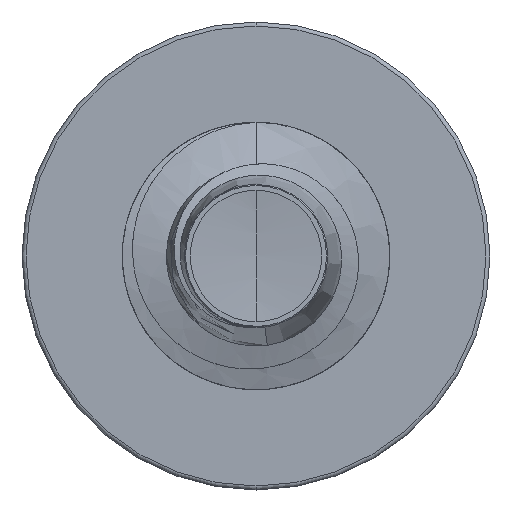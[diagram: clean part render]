
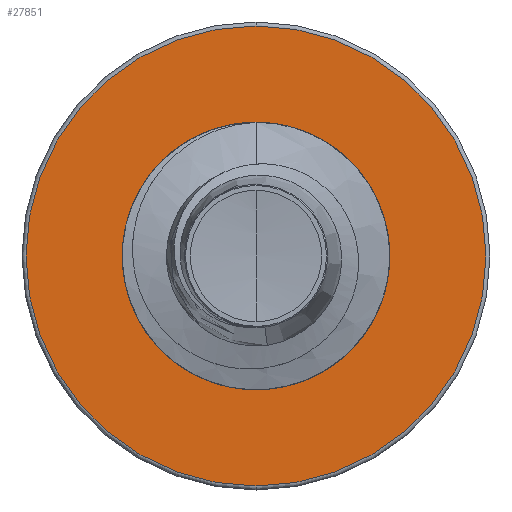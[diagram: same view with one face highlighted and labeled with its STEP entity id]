
A CAD part, front view. The second image highlights one B-rep face of the part: STEP entity #27851.
In plain terms, the highlighted planar face has unit normal (0, -1, 0).
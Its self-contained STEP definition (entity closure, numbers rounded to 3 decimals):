
#494 = DIRECTION ( 'NONE',  ( 0., 0., 1. ) ) ;
#500 = DIRECTION ( 'NONE',  ( 0., 1., 0. ) ) ;
#531 = CARTESIAN_POINT ( 'NONE',  ( 0., 27.5, 0. ) ) ;
#940 = CIRCLE ( 'NONE', #7835, 5.16 ) ;
#1516 = PLANE ( 'NONE',  #17268 ) ;
#2144 = FACE_BOUND ( 'NONE', #8310, .T. ) ;
#2233 = AXIS2_PLACEMENT_3D ( 'NONE', #2852, #2813, #2778 ) ;
#2270 = CIRCLE ( 'NONE', #2233, 2.842 ) ;
#2778 = DIRECTION ( 'NONE',  ( 0., 0., 1. ) ) ;
#2813 = DIRECTION ( 'NONE',  ( 0., 1., 0. ) ) ;
#2852 = CARTESIAN_POINT ( 'NONE',  ( 0., 27.5, 0. ) ) ;
#4103 = VERTEX_POINT ( 'NONE', #18144 ) ;
#4177 = DIRECTION ( 'NONE',  ( 0., 0., 1. ) ) ;
#6846 = CARTESIAN_POINT ( 'NONE',  ( 0., 27.5, -2.842 ) ) ;
#7274 = EDGE_CURVE ( 'NONE', #4103, #23673, #21905, .T. ) ;
#7835 = AXIS2_PLACEMENT_3D ( 'NONE', #9314, #24800, #11675 ) ;
#8055 = AXIS2_PLACEMENT_3D ( 'NONE', #26311, #13515, #28144 ) ;
#8310 = EDGE_LOOP ( 'NONE', ( #10263, #16385 ) ) ;
#8697 = VERTEX_POINT ( 'NONE', #9710 ) ;
#9314 = CARTESIAN_POINT ( 'NONE',  ( 0., 27.5, 0. ) ) ;
#9710 = CARTESIAN_POINT ( 'NONE',  ( 0., 27.5, -5.16 ) ) ;
#9958 = EDGE_CURVE ( 'NONE', #23673, #4103, #2270, .T. ) ;
#10028 = CARTESIAN_POINT ( 'NONE',  ( 0., 27.5, 5.16 ) ) ;
#10263 = ORIENTED_EDGE ( 'NONE', *, *, #7274, .T. ) ;
#11675 = DIRECTION ( 'NONE',  ( 0., 0., 1. ) ) ;
#13515 = DIRECTION ( 'NONE',  ( 0., 1., 0. ) ) ;
#13522 = VERTEX_POINT ( 'NONE', #10028 ) ;
#13608 = CARTESIAN_POINT ( 'NONE',  ( 0., 27.5, -2.842 ) ) ;
#14970 = FACE_OUTER_BOUND ( 'NONE', #22453, .T. ) ;
#16385 = ORIENTED_EDGE ( 'NONE', *, *, #9958, .T. ) ;
#17268 = AXIS2_PLACEMENT_3D ( 'NONE', #13608, #18167, #4177 ) ;
#17741 = AXIS2_PLACEMENT_3D ( 'NONE', #531, #500, #494 ) ;
#18144 = CARTESIAN_POINT ( 'NONE',  ( 0., 27.5, 2.842 ) ) ;
#18167 = DIRECTION ( 'NONE',  ( 0., 1., 0. ) ) ;
#21444 = CIRCLE ( 'NONE', #8055, 5.16 ) ;
#21463 = ORIENTED_EDGE ( 'NONE', *, *, #21567, .F. ) ;
#21567 = EDGE_CURVE ( 'NONE', #13522, #8697, #940, .T. ) ;
#21905 = CIRCLE ( 'NONE', #17741, 2.842 ) ;
#22453 = EDGE_LOOP ( 'NONE', ( #21463, #26864 ) ) ;
#23673 = VERTEX_POINT ( 'NONE', #6846 ) ;
#24800 = DIRECTION ( 'NONE',  ( 0., 1., 0. ) ) ;
#26311 = CARTESIAN_POINT ( 'NONE',  ( 0., 27.5, 0. ) ) ;
#26864 = ORIENTED_EDGE ( 'NONE', *, *, #27660, .F. ) ;
#27660 = EDGE_CURVE ( 'NONE', #8697, #13522, #21444, .T. ) ;
#27851 = ADVANCED_FACE ( 'NONE', ( #14970, #2144 ), #1516, .F. ) ;
#28144 = DIRECTION ( 'NONE',  ( 0., 0., 1. ) ) ;
